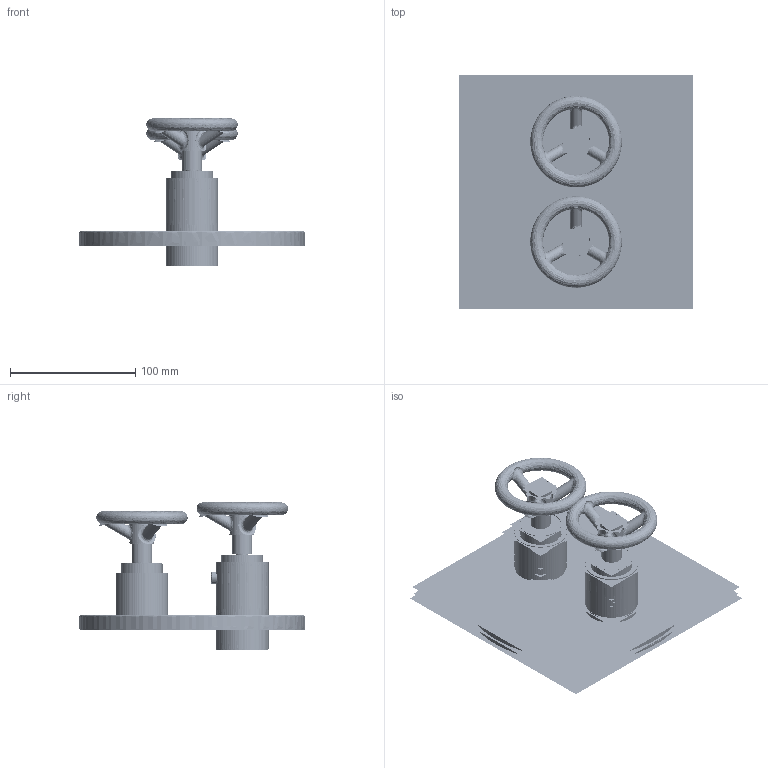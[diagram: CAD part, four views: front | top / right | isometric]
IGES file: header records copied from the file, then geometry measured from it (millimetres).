
Start section:  PTC IGES file: 3-2923tr.igs
Global section: file name: 3-2923tr.igs; native system: Creo Parametric by Parametric Technology Corporation; preprocessor: 2014000; author: vinay.hs; organization: Unknown; date: 20170227.160117; units: inch
Bounding box: 187.29 x 187.16 x 117.95 mm (x, y, z)
Volume: 263886.1 mm3; surface area: 2568662.9 mm2
Topology: 22 solids, 45 shells, 3650 faces, 20670 edges, 27367 vertices
Faces by surface type: bspline 1668, revolution 1626, extrusion 356
